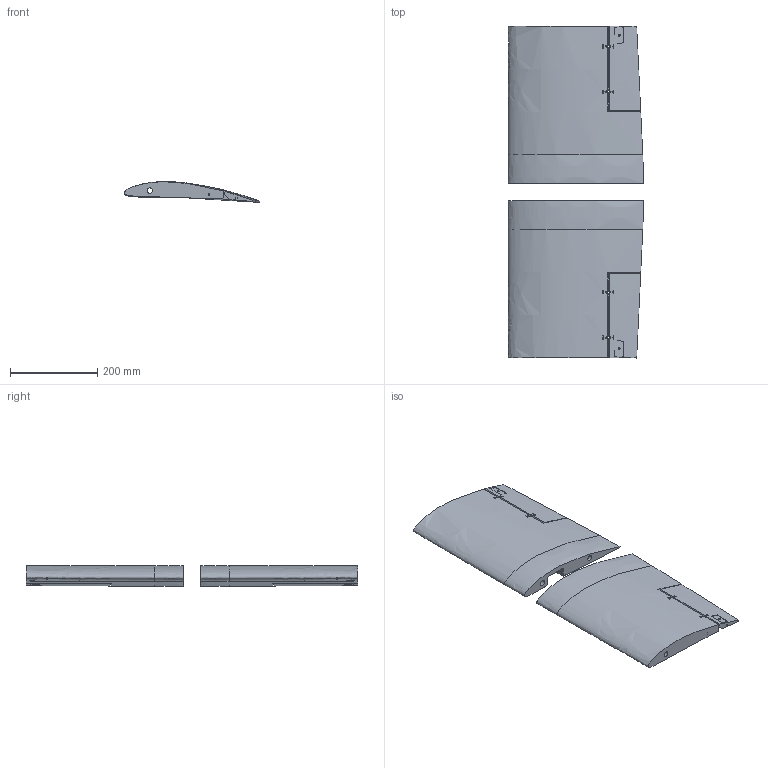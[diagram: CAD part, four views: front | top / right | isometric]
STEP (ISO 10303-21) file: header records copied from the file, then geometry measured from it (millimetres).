
FILE_DESCRIPTION(/* description */ (''),/* implementation_level */ '2;1');
FILE_NAME(/* name */ 'A奋斗者空速.stp',/* time_stamp */ '2024-11-01T17:36:37+08:00',/* author */ (''),/* organization */ (''),/* preprocessor_version */ 'ST-DEVELOPER v16.7',/* originating_system */ 'SIEMENS PLM Software NX 12.0',/* authorisation */ '');
FILE_SCHEMA (('AUTOMOTIVE_DESIGN { 1 0 10303 214 3 1 1 1 }'));
Products named in the file (1): Admi355C905B9mo6
Bounding box: 309.31 x 760 x 47.53 mm (x, y, z)
Volume: 4560069.7 mm3; surface area: 577382.7 mm2
Topology: 2 solids, 2 shells, 934 faces, 2456 edges, 1528 vertices
Faces by surface type: plane 440, cylinder 238, bspline 120, extrusion 56, torus 32, sphere 32, cone 16
Full cylindrical faces by diameter (mm): 2 x12, 3 x2, 5 x4, 12 x4, 14 x2
Entity records: 51808 total; most frequent: CARTESIAN_POINT 30623, ORIENTED_EDGE 4772, DIRECTION 3742, EDGE_CURVE 2386, VERTEX_POINT 1514, AXIS2_PLACEMENT_3D 1271, VECTOR 1200, LINE 1144
